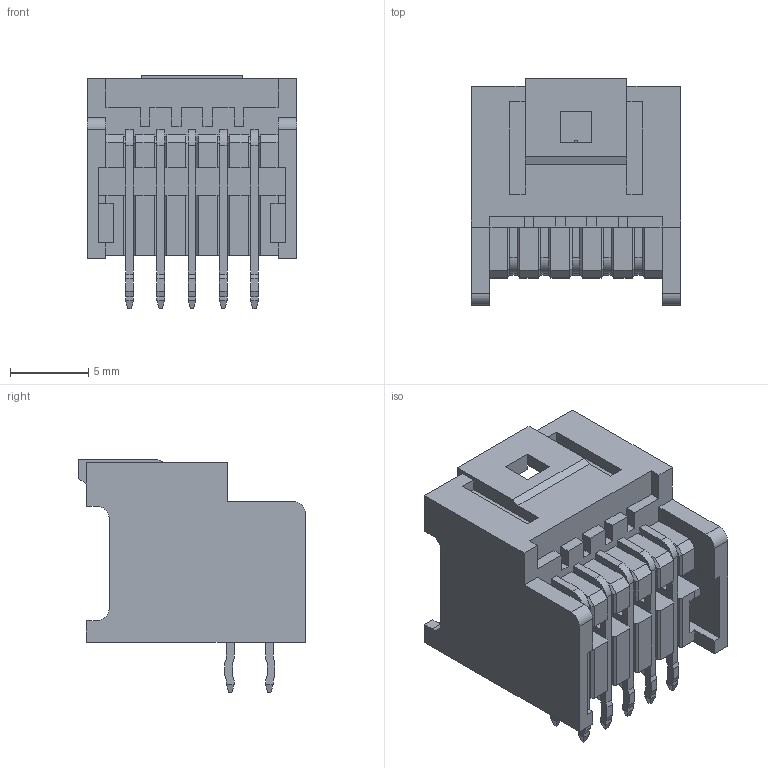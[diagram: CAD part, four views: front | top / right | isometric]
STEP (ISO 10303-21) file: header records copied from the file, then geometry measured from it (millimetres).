
FILE_DESCRIPTION(/* description */ ('Unknown'),/* implementation_level */ '2;1');
FILE_NAME(/* name */ 'J_Wurth_WR-WTB_62401021722',/* time_stamp */ '2025-05-28T15:22:12+08:00',/* author */ ('Unknown'),/* organization */ ('Unknown'),/* preprocessor_version */ 'ST-DEVELOPER v19.4',/* originating_system */ 'Solid Edge',/* authorisation */ 'Unknown');
FILE_SCHEMA (('AUTOMOTIVE_DESIGN {1 0 10303 214 3 1 1}'));
Length unit declared in the file: millimetre
Products named in the file (2): J_Wurth_WR-WTB_62401021722
Assembly tree (1 placements, depth 2):
  J_Wurth_WR-WTB_62401021722
    J_Wurth_WR-WTB_62401021722
Bounding box: 13.4 x 14.5 x 14.9 mm (x, y, z)
Volume: 780.1 mm3; surface area: 1785.8 mm2
Topology: 1 solids, 1 shells, 526 faces, 1421 edges, 886 vertices
Faces by surface type: plane 510, cylinder 16
Entity records: 19725 total; most frequent: ORIENTED_EDGE 2842, CARTESIAN_POINT 2835, DIRECTION 2519, EDGE_CURVE 1421, LINE 1379, VECTOR 1379, VERTEX_POINT 886, AXIS2_PLACEMENT_3D 570
